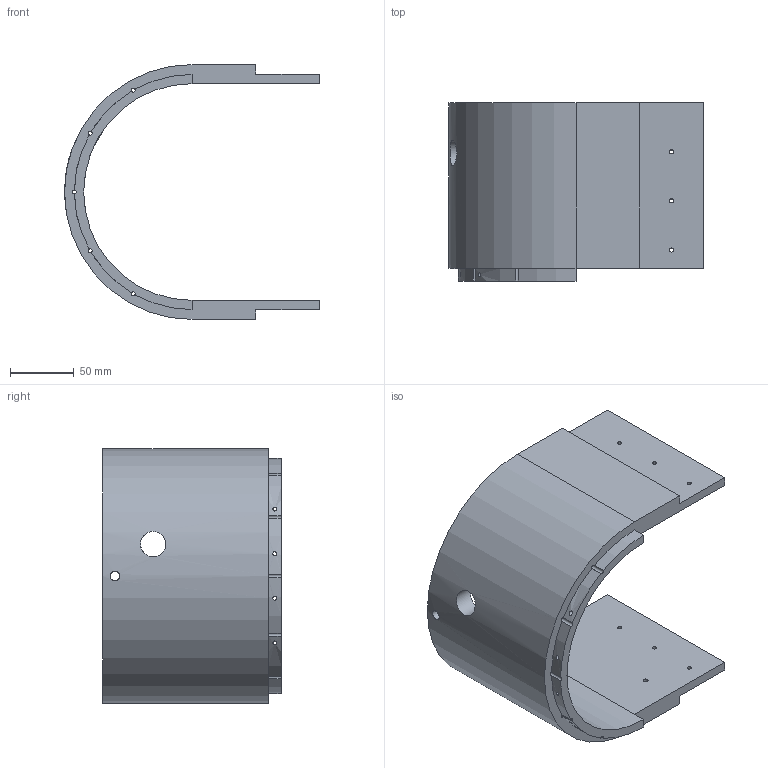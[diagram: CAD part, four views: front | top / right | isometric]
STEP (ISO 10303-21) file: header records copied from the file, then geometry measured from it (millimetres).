
FILE_DESCRIPTION(/* description */ (''),/* implementation_level */ '2;1');
FILE_NAME(/* name */ 'Chest-LeftUpperMain.stp',/* time_stamp */ '2025-10-24T01:36:45-05:00',/* author */ ('aul12'),/* organization */ (''),/* preprocessor_version */ 'ST-DEVELOPER v19.2',/* originating_system */ 'Autodesk Inventor 2024',/* authorisation */ '');
FILE_SCHEMA (('AUTOMOTIVE_DESIGN { 1 0 10303 214 3 1 1 }'));
Length unit declared in the file: millimetre
Products named in the file (1): Chest
Bounding box: 200 x 140 x 200 mm (x, y, z)
Volume: 868269.5 mm3; surface area: 157788.5 mm2
Topology: 1 solids, 1 shells, 42 faces, 144 edges, 99 vertices
Faces by surface type: cylinder 27, plane 15
Full cylindrical faces by diameter (mm): 3 x10, 3.25 x6, 3.5 x1, 7.5 x1, 20 x1
Entity records: 2133 total; most frequent: CARTESIAN_POINT 760, ORIENTED_EDGE 288, DIRECTION 255, EDGE_CURVE 144, VERTEX_POINT 99, AXIS2_PLACEMENT_3D 93, EDGE_LOOP 75, LINE 69
